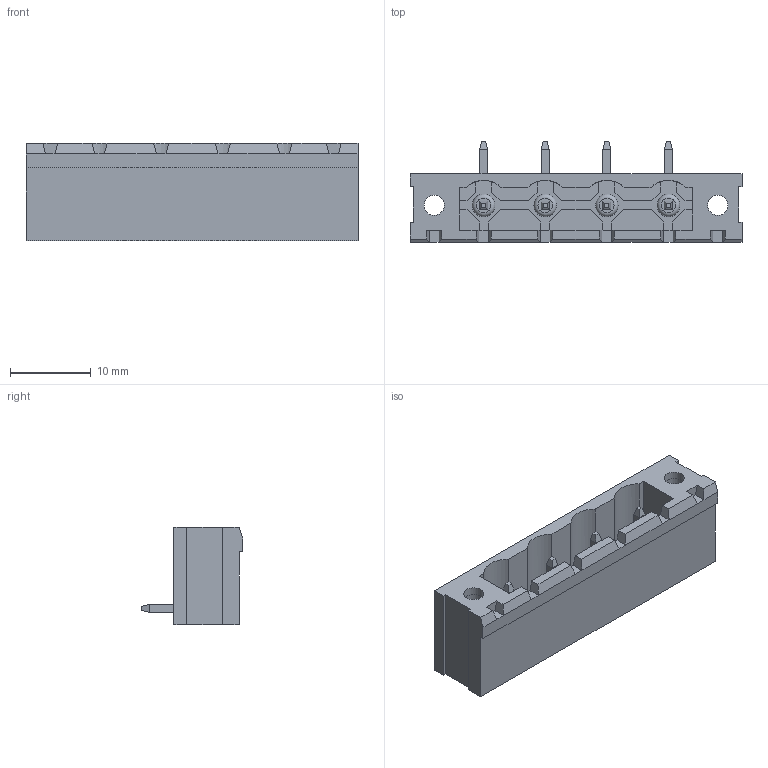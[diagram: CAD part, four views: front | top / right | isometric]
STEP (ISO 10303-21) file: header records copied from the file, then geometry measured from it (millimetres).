
FILE_DESCRIPTION( ( 'Unknown' ), '1' );
FILE_NAME( '69131741004.stp', 'Unknown', ( 'Unknown' ), ( 'Unknown' ), 'PSStep 14.0', 'Unknown', ' ' );
FILE_SCHEMA( ( 'AUTOMOTIVE_DESIGN { 1 0 10303 214 1 1 1 1 }' ) );
Length unit declared in the file: millimetre
Products named in the file (4): Assem1; 6913174100xx_PIN; 691318400004; 6913174100xx_INSERT
Assembly tree (7 placements, depth 2):
  Assem1
    6913174100xx_PIN  x4
    691318400004
    6913174100xx_INSERT  x2
Bounding box: 41.06 x 12.5 x 12 mm (x, y, z)
Volume: 1961.4 mm3; surface area: 4204.6 mm2
Topology: 7 solids, 7 shells, 301 faces, 796 edges, 515 vertices
Faces by surface type: plane 273, cylinder 20, torus 8
Full cylindrical faces by diameter (mm): 2.5 x4, 2.8 x4
Entity records: 9632 total; most frequent: CARTESIAN_POINT 1569, ORIENTED_EDGE 1284, DIRECTION 1170, EDGE_CURVE 642, LINE 584, VECTOR 584, VERTEX_POINT 428, AXIS2_PLACEMENT_3D 293
